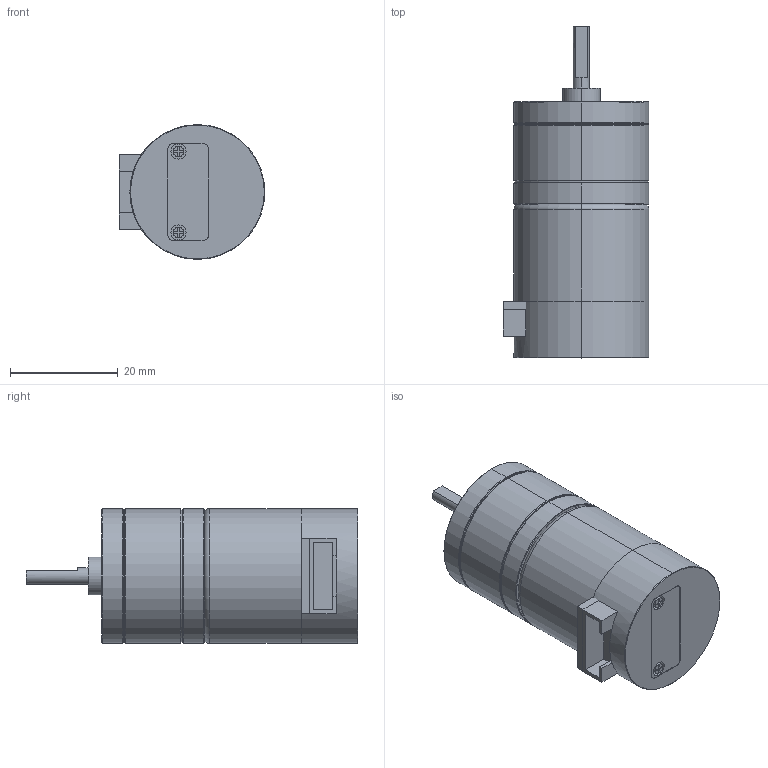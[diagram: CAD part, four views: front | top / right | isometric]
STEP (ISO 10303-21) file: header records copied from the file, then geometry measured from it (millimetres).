
FILE_DESCRIPTION (( 'STEP AP203' ), '1' );
FILE_NAME ('310萇儂.STEP', '2023-02-14T06:53:43', ( '' ), ( '' ), 'SwSTEP 2.0', 'SolidWorks 2021', '' );
FILE_SCHEMA (( 'CONFIG_CONTROL_DESIGN' ));
Length unit declared in the file: millimetre
Products named in the file (1): 310萇儂
Bounding box: 27 x 61.5 x 25 mm (x, y, z)
Volume: 22935.8 mm3; surface area: 8389.2 mm2
Topology: 8 solids, 8 shells, 173 faces, 392 edges, 256 vertices
Faces by surface type: plane 111, cylinder 46, cone 14, torus 2
Entity records: 4895 total; most frequent: DIRECTION 854, CARTESIAN_POINT 822, ORIENTED_EDGE 784, EDGE_CURVE 392, AXIS2_PLACEMENT_3D 288, LINE 278, VECTOR 278, VERTEX_POINT 256
